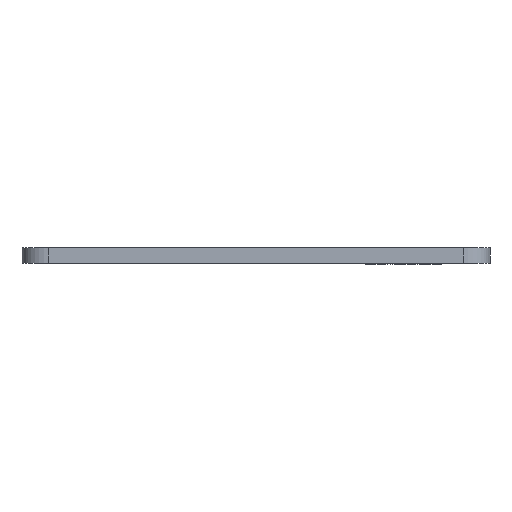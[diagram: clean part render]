
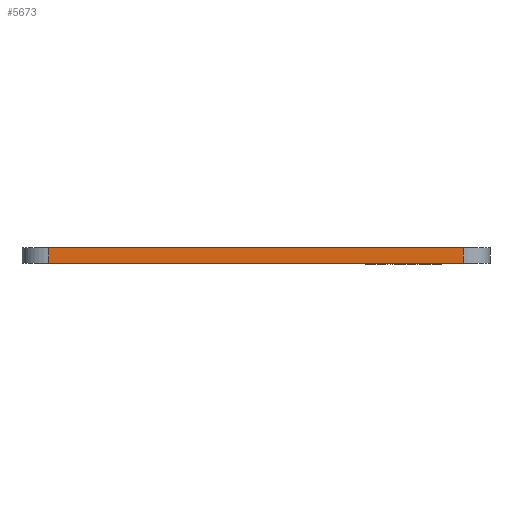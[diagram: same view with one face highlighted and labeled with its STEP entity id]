
A CAD part, front view. The second image highlights one B-rep face of the part: STEP entity #5673.
In plain terms, the highlighted planar face has unit normal (0, -1, 0).
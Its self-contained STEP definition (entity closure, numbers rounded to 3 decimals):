
#280=PLANE('',#5908);
#526=FACE_OUTER_BOUND('',#855,.T.);
#855=EDGE_LOOP('',(#4798,#4799,#4800,#4801));
#1232=LINE('',#10491,#1704);
#1290=LINE('',#10720,#1762);
#1291=LINE('',#10723,#1763);
#1292=LINE('',#10724,#1764);
#1704=VECTOR('',#6422,10.);
#1762=VECTOR('',#6604,10.);
#1763=VECTOR('',#6607,10.);
#1764=VECTOR('',#6608,10.);
#2553=VERTEX_POINT('',#10488);
#2554=VERTEX_POINT('',#10490);
#2663=VERTEX_POINT('',#10718);
#2664=VERTEX_POINT('',#10722);
#3299=EDGE_CURVE('',#2554,#2553,#1232,.T.);
#3412=EDGE_CURVE('',#2554,#2663,#1290,.T.);
#3413=EDGE_CURVE('',#2664,#2553,#1291,.T.);
#3414=EDGE_CURVE('',#2663,#2664,#1292,.T.);
#4798=ORIENTED_EDGE('',*,*,#3412,.F.);
#4799=ORIENTED_EDGE('',*,*,#3299,.T.);
#4800=ORIENTED_EDGE('',*,*,#3413,.F.);
#4801=ORIENTED_EDGE('',*,*,#3414,.F.);
#5673=ADVANCED_FACE('',(#526),#280,.T.);
#5908=AXIS2_PLACEMENT_3D('',#10721,#6605,#6606);
#6422=DIRECTION('',(1.,0.,0.));
#6604=DIRECTION('',(0.,0.,1.));
#6605=DIRECTION('center_axis',(0.,-1.,0.));
#6606=DIRECTION('ref_axis',(1.,0.,0.));
#6607=DIRECTION('',(0.,0.,-1.));
#6608=DIRECTION('',(1.,0.,0.));
#10488=CARTESIAN_POINT('',(74.126,-77.679,0.));
#10490=CARTESIAN_POINT('',(-3.974,-77.679,0.));
#10491=CARTESIAN_POINT('',(-8.974,-77.679,0.));
#10718=CARTESIAN_POINT('',(-3.974,-77.679,3.));
#10720=CARTESIAN_POINT('',(-3.974,-77.679,0.));
#10721=CARTESIAN_POINT('Origin',(-8.974,-77.679,0.));
#10722=CARTESIAN_POINT('',(74.126,-77.679,3.));
#10723=CARTESIAN_POINT('',(74.126,-77.679,0.));
#10724=CARTESIAN_POINT('',(-8.974,-77.679,3.));
